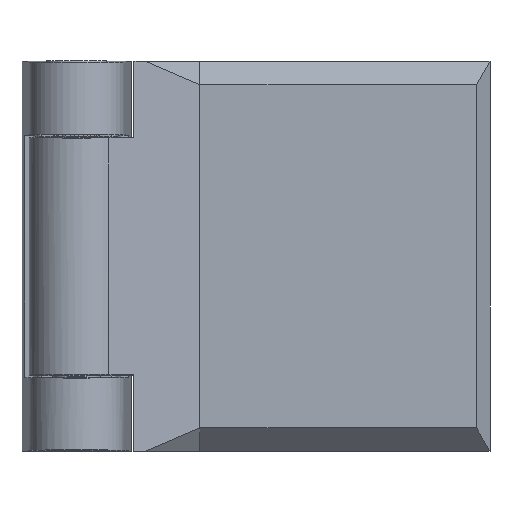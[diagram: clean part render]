
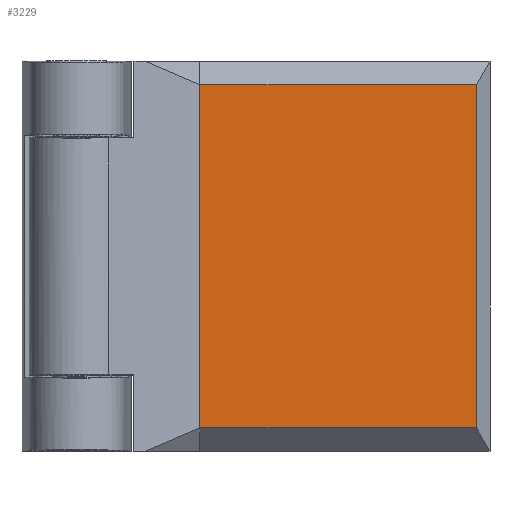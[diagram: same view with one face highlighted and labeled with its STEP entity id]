
A CAD part, top view. The second image highlights one B-rep face of the part: STEP entity #3229.
In plain terms, the highlighted planar face has unit normal (0, 0, 1).
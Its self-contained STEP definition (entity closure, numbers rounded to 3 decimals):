
#56 = PLANE ( 'NONE',  #7329 ) ;
#419 = DIRECTION ( 'NONE',  ( 0., -1., 0. ) ) ;
#895 = VECTOR ( 'NONE', #13024, 1000. ) ;
#953 = EDGE_CURVE ( 'NONE', #10676, #2598, #5594, .T. ) ;
#1376 = EDGE_LOOP ( 'NONE', ( #4010, #1593, #4023, #4118 ) ) ;
#1593 = ORIENTED_EDGE ( 'NONE', *, *, #12951, .F. ) ;
#2598 = VERTEX_POINT ( 'NONE', #5416 ) ;
#3064 = LINE ( 'NONE', #4169, #9250 ) ;
#3219 = CARTESIAN_POINT ( 'NONE',  ( 15.8, 22., 6.5 ) ) ;
#3229 = ADVANCED_FACE ( 'NONE', ( #11643 ), #56, .T. ) ;
#4010 = ORIENTED_EDGE ( 'NONE', *, *, #12862, .F. ) ;
#4023 = ORIENTED_EDGE ( 'NONE', *, *, #953, .T. ) ;
#4118 = ORIENTED_EDGE ( 'NONE', *, *, #11211, .T. ) ;
#4169 = CARTESIAN_POINT ( 'NONE',  ( 51.268, 25., 6.5 ) ) ;
#4262 = CARTESIAN_POINT ( 'NONE',  ( 29.182, -17.5, 6.5 ) ) ;
#4908 = LINE ( 'NONE', #9123, #5526 ) ;
#5313 = CARTESIAN_POINT ( 'NONE',  ( 51.268, 22., 6.5 ) ) ;
#5416 = CARTESIAN_POINT ( 'NONE',  ( 15.8, -22., 6.5 ) ) ;
#5526 = VECTOR ( 'NONE', #12359, 1000. ) ;
#5594 = LINE ( 'NONE', #12965, #8644 ) ;
#7058 = CARTESIAN_POINT ( 'NONE',  ( 51.268, -22., 6.5 ) ) ;
#7206 = LINE ( 'NONE', #13092, #895 ) ;
#7329 = AXIS2_PLACEMENT_3D ( 'NONE', #4262, #10546, #10677 ) ;
#8644 = VECTOR ( 'NONE', #419, 1000. ) ;
#9123 = CARTESIAN_POINT ( 'NONE',  ( 29.182, -22., 6.5 ) ) ;
#9250 = VECTOR ( 'NONE', #12581, 1000. ) ;
#9747 = VERTEX_POINT ( 'NONE', #7058 ) ;
#10397 = VERTEX_POINT ( 'NONE', #5313 ) ;
#10546 = DIRECTION ( 'NONE',  ( 0., 0., 1. ) ) ;
#10676 = VERTEX_POINT ( 'NONE', #3219 ) ;
#10677 = DIRECTION ( 'NONE',  ( 1., 0., 0. ) ) ;
#11211 = EDGE_CURVE ( 'NONE', #2598, #9747, #4908, .T. ) ;
#11643 = FACE_OUTER_BOUND ( 'NONE', #1376, .T. ) ;
#12359 = DIRECTION ( 'NONE',  ( 1., 0., 0. ) ) ;
#12581 = DIRECTION ( 'NONE',  ( 0., -1., 0. ) ) ;
#12862 = EDGE_CURVE ( 'NONE', #10397, #9747, #3064, .T. ) ;
#12951 = EDGE_CURVE ( 'NONE', #10676, #10397, #7206, .T. ) ;
#12965 = CARTESIAN_POINT ( 'NONE',  ( 15.8, -17.5, 6.5 ) ) ;
#13024 = DIRECTION ( 'NONE',  ( 1., 0., 0. ) ) ;
#13092 = CARTESIAN_POINT ( 'NONE',  ( 53.1, 22., 6.5 ) ) ;
